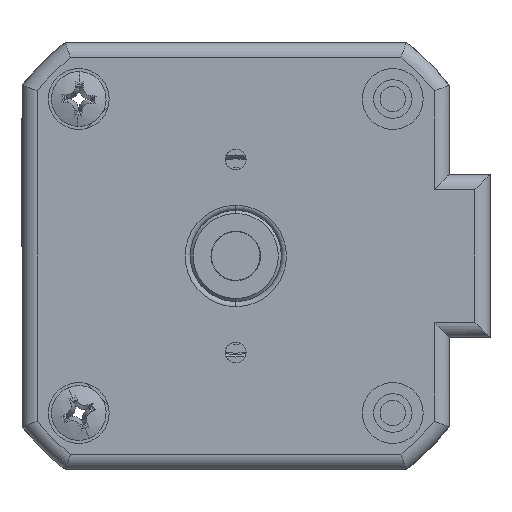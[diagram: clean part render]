
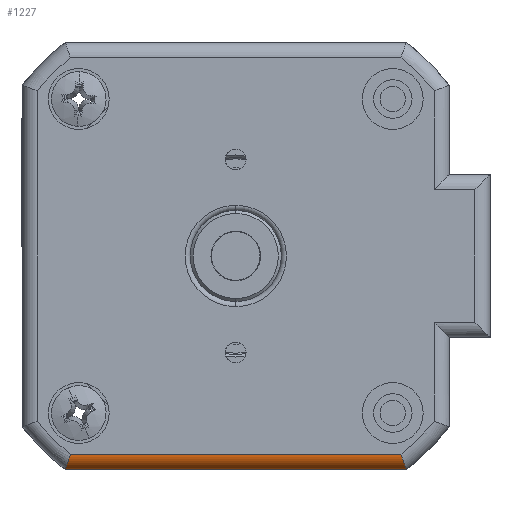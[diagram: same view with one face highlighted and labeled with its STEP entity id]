
A CAD part, front view. The second image highlights one B-rep face of the part: STEP entity #1227.
In plain terms, the highlighted cylindrical face has radius 1.5 mm (diameter 3 mm), a partial arc.
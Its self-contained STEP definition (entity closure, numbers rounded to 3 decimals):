
#20 = CARTESIAN_POINT ( 'NONE',  ( -21.551, -24.41, -4.452 ) ) ;
#316 = ORIENTED_EDGE ( 'NONE', *, *, #7347, .F. ) ;
#757 = CARTESIAN_POINT ( 'NONE',  ( 12.12, -24.607, -4.411 ) ) ;
#796 = CARTESIAN_POINT ( 'NONE',  ( -21.021, -25.707, -2.962 ) ) ;
#1047 = ORIENTED_EDGE ( 'NONE', *, *, #4109, .T. ) ;
#1227 = ADVANCED_FACE ( 'NONE', ( #1990 ), #3319, .T. ) ;
#1990 = FACE_OUTER_BOUND ( 'NONE', #6369, .T. ) ;
#2114 = DIRECTION ( 'NONE',  ( -1., 0., 0. ) ) ;
#2127 = CARTESIAN_POINT ( 'NONE',  ( -21.555, -24.207, -4.462 ) ) ;
#2153 = EDGE_CURVE ( 'NONE', #2439, #3292, #8234, .T. ) ;
#2166 = CARTESIAN_POINT ( 'NONE',  ( -21.555, -24.309, -4.462 ) ) ;
#2219 = CARTESIAN_POINT ( 'NONE',  ( -21.537, -24.607, -4.411 ) ) ;
#2439 = VERTEX_POINT ( 'NONE', #6259 ) ;
#2490 = B_SPLINE_CURVE_WITH_KNOTS ( 'NONE', 3,
 ( #5035, #8543, #4350, #757, #2842, #7203, #3657, #7145, #8663, #8571, #4288, #4259 ),
 .UNSPECIFIED., .F., .F.,
 ( 4, 2, 2, 2, 2, 4 ),
 ( 0., 0., 0.001, 0.001, 0.002, 0.002 ),
 .UNSPECIFIED. ) ;
#2842 = CARTESIAN_POINT ( 'NONE',  ( 12.109, -24.704, -4.381 ) ) ;
#2849 = CARTESIAN_POINT ( 'NONE',  ( -21.485, -24.981, -4.263 ) ) ;
#3179 = VECTOR ( 'NONE', #6518, 1000. ) ;
#3292 = VERTEX_POINT ( 'NONE', #5260 ) ;
#3298 = AXIS2_PLACEMENT_3D ( 'NONE', #5640, #2114, #4972 ) ;
#3319 = CYLINDRICAL_SURFACE ( 'NONE', #3298, 1.5 ) ;
#3423 = LINE ( 'NONE', #3947, #5057 ) ;
#3555 = CARTESIAN_POINT ( 'NONE',  ( -21.444, -25.148, -4.147 ) ) ;
#3657 = CARTESIAN_POINT ( 'NONE',  ( 12.027, -25.148, -4.147 ) ) ;
#3670 = CARTESIAN_POINT ( 'NONE',  ( -21.159, -25.67, -3.345 ) ) ;
#3947 = CARTESIAN_POINT ( 'NONE',  ( -21.555, -24.207, -4.462 ) ) ;
#3990 = EDGE_CURVE ( 'NONE', #5020, #2439, #3423, .T. ) ;
#4109 = EDGE_CURVE ( 'NONE', #5020, #5188, #2490, .T. ) ;
#4259 = CARTESIAN_POINT ( 'NONE',  ( 11.604, -25.707, -2.962 ) ) ;
#4288 = CARTESIAN_POINT ( 'NONE',  ( 11.672, -25.707, -3.151 ) ) ;
#4328 = CARTESIAN_POINT ( 'NONE',  ( -21.345, -25.42, -3.867 ) ) ;
#4350 = CARTESIAN_POINT ( 'NONE',  ( 12.134, -24.41, -4.452 ) ) ;
#4925 = CARTESIAN_POINT ( 'NONE',  ( -21.089, -25.707, -3.151 ) ) ;
#4953 = CARTESIAN_POINT ( 'NONE',  ( -21.286, -25.527, -3.7 ) ) ;
#4972 = DIRECTION ( 'NONE',  ( 0., 0., 1. ) ) ;
#5020 = VERTEX_POINT ( 'NONE', #7843 ) ;
#5035 = CARTESIAN_POINT ( 'NONE',  ( 12.137, -24.207, -4.462 ) ) ;
#5045 = LINE ( 'NONE', #7331, #3179 ) ;
#5057 = VECTOR ( 'NONE', #7650, 1000. ) ;
#5188 = VERTEX_POINT ( 'NONE', #8660 ) ;
#5260 = CARTESIAN_POINT ( 'NONE',  ( -21.021, -25.707, -2.962 ) ) ;
#5640 = CARTESIAN_POINT ( 'NONE',  ( -21.555, -24.207, -2.962 ) ) ;
#6259 = CARTESIAN_POINT ( 'NONE',  ( -21.555, -24.207, -4.462 ) ) ;
#6369 = EDGE_LOOP ( 'NONE', ( #1047, #316, #7324, #9220 ) ) ;
#6518 = DIRECTION ( 'NONE',  ( 1., 0., 0. ) ) ;
#7145 = CARTESIAN_POINT ( 'NONE',  ( 11.928, -25.42, -3.867 ) ) ;
#7203 = CARTESIAN_POINT ( 'NONE',  ( 12.067, -24.981, -4.263 ) ) ;
#7324 = ORIENTED_EDGE ( 'NONE', *, *, #2153, .F. ) ;
#7331 = CARTESIAN_POINT ( 'NONE',  ( -4.709, -25.707, -2.962 ) ) ;
#7347 = EDGE_CURVE ( 'NONE', #3292, #5188, #5045, .T. ) ;
#7650 = DIRECTION ( 'NONE',  ( -1., 0., 0. ) ) ;
#7843 = CARTESIAN_POINT ( 'NONE',  ( 12.137, -24.207, -4.462 ) ) ;
#7881 = CARTESIAN_POINT ( 'NONE',  ( -21.526, -24.704, -4.381 ) ) ;
#8234 = B_SPLINE_CURVE_WITH_KNOTS ( 'NONE', 3,
 ( #2127, #2166, #20, #2219, #7881, #2849, #3555, #4328, #4953, #3670, #4925, #796 ),
 .UNSPECIFIED., .F., .F.,
 ( 4, 2, 2, 2, 2, 4 ),
 ( 0., 0., 0.001, 0.001, 0.002, 0.002 ),
 .UNSPECIFIED. ) ;
#8543 = CARTESIAN_POINT ( 'NONE',  ( 12.137, -24.309, -4.462 ) ) ;
#8571 = CARTESIAN_POINT ( 'NONE',  ( 11.741, -25.67, -3.345 ) ) ;
#8660 = CARTESIAN_POINT ( 'NONE',  ( 11.604, -25.707, -2.962 ) ) ;
#8663 = CARTESIAN_POINT ( 'NONE',  ( 11.868, -25.527, -3.7 ) ) ;
#9220 = ORIENTED_EDGE ( 'NONE', *, *, #3990, .F. ) ;
